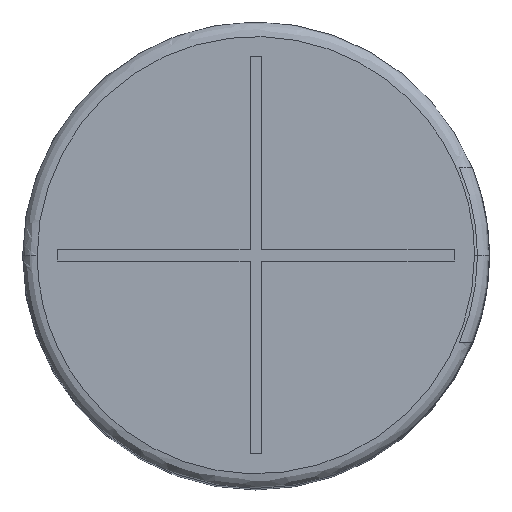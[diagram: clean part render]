
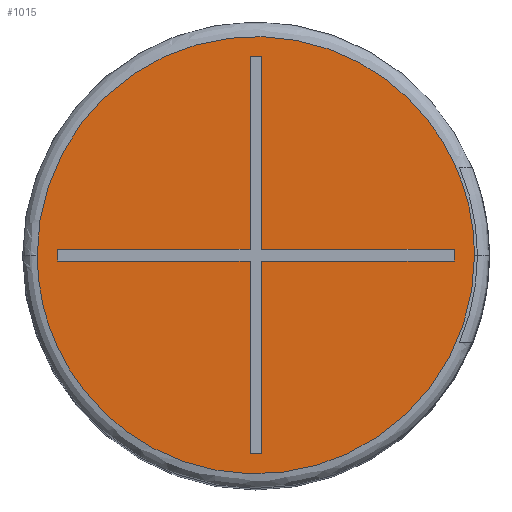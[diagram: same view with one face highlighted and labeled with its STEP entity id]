
A CAD part, top view. The second image highlights one B-rep face of the part: STEP entity #1015.
In plain terms, the highlighted planar face has unit normal (0, 0, 1).
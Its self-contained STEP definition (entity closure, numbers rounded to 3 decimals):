
#67 = EDGE_CURVE ( 'NONE', #1561, #506, #1818, .T. ) ;
#88 = LINE ( 'NONE', #2729, #3679 ) ;
#107 = DIRECTION ( 'NONE',  ( 1., 0., 0. ) ) ;
#108 = CARTESIAN_POINT ( 'NONE',  ( 6.8, 0.2, 31.5 ) ) ;
#114 = CARTESIAN_POINT ( 'NONE',  ( 0.2, 0., 31.5 ) ) ;
#134 = VERTEX_POINT ( 'NONE', #1198 ) ;
#200 = EDGE_CURVE ( 'NONE', #506, #134, #3631, .T. ) ;
#228 = CARTESIAN_POINT ( 'NONE',  ( 7.5, 15., 31.5 ) ) ;
#250 = LINE ( 'NONE', #1915, #511 ) ;
#278 = VERTEX_POINT ( 'NONE', #280 ) ;
#280 = CARTESIAN_POINT ( 'NONE',  ( 0.2, 6.8, 31.5 ) ) ;
#290 = ORIENTED_EDGE ( 'NONE', *, *, #3591, .F. ) ;
#333 = CARTESIAN_POINT ( 'NONE',  ( 6.8, -0.2, 31.5 ) ) ;
#345 = CARTESIAN_POINT ( 'NONE',  ( -0.2, -0.2, 31.5 ) ) ;
#454 = CARTESIAN_POINT ( 'NONE',  ( 0., 6.8, 31.5 ) ) ;
#491 = VECTOR ( 'NONE', #1130, 1000. ) ;
#506 = VERTEX_POINT ( 'NONE', #3452 ) ;
#511 = VECTOR ( 'NONE', #621, 1000. ) ;
#517 = DIRECTION ( 'NONE',  ( 0., 1., 0. ) ) ;
#525 = ORIENTED_EDGE ( 'NONE', *, *, #1942, .F. ) ;
#536 = CARTESIAN_POINT ( 'NONE',  ( -7.5, 0., 31.5 ) ) ;
#552 = VERTEX_POINT ( 'NONE', #2879 ) ;
#565 = LINE ( 'NONE', #3270, #4030 ) ;
#621 = DIRECTION ( 'NONE',  ( 0., -1., 0. ) ) ;
#645 = VECTOR ( 'NONE', #3847, 1000. ) ;
#657 = DIRECTION ( 'NONE',  ( 0., 0., -1. ) ) ;
#709 = ORIENTED_EDGE ( 'NONE', *, *, #3592, .F. ) ;
#857 = VERTEX_POINT ( 'NONE', #2226 ) ;
#903 = EDGE_LOOP ( 'NONE', ( #3956, #1824 ) ) ;
#1015 = ADVANCED_FACE ( 'NONE', ( #1902, #3256 ), #3939, .F. ) ;
#1033 = CARTESIAN_POINT ( 'NONE',  ( 0., 0.2, 31.5 ) ) ;
#1130 = DIRECTION ( 'NONE',  ( -1., 0., 0. ) ) ;
#1163 = VERTEX_POINT ( 'NONE', #536 ) ;
#1172 = ORIENTED_EDGE ( 'NONE', *, *, #1783, .F. ) ;
#1198 = CARTESIAN_POINT ( 'NONE',  ( 0.2, -0.2, 31.5 ) ) ;
#1327 = CARTESIAN_POINT ( 'NONE',  ( -0.2, -6.8, 31.5 ) ) ;
#1436 = EDGE_CURVE ( 'NONE', #2931, #1163, #3865, .T. ) ;
#1443 = VERTEX_POINT ( 'NONE', #2844 ) ;
#1478 = LINE ( 'NONE', #3227, #3400 ) ;
#1490 = CARTESIAN_POINT ( 'NONE',  ( -7.5, 0., 31.5 ) ) ;
#1561 = VERTEX_POINT ( 'NONE', #1327 ) ;
#1702 = EDGE_LOOP ( 'NONE', ( #3070, #3941, #1721, #1172, #709, #525, #290, #3277, #3453, #4195, #3985, #2561 ) ) ;
#1721 = ORIENTED_EDGE ( 'NONE', *, *, #67, .F. ) ;
#1762 = EDGE_CURVE ( 'NONE', #1163, #2931, #2208, .T. ) ;
#1783 = EDGE_CURVE ( 'NONE', #4100, #1561, #565, .T. ) ;
#1818 = LINE ( 'NONE', #4208, #3640 ) ;
#1824 = ORIENTED_EDGE ( 'NONE', *, *, #1762, .F. ) ;
#1839 = CARTESIAN_POINT ( 'NONE',  ( -0.2, 6.8, 31.5 ) ) ;
#1902 = FACE_BOUND ( 'NONE', #1702, .T. ) ;
#1915 = CARTESIAN_POINT ( 'NONE',  ( -0.2, 0., 31.5 ) ) ;
#1918 = CARTESIAN_POINT ( 'NONE',  ( 7.5, 0., 31.5 ) ) ;
#1942 = EDGE_CURVE ( 'NONE', #1443, #552, #1478, .T. ) ;
#2047 = LINE ( 'NONE', #1033, #2272 ) ;
#2057 = DIRECTION ( 'NONE',  ( 0., 1., 0. ) ) ;
#2072 = VERTEX_POINT ( 'NONE', #3851 ) ;
#2171 = DIRECTION ( 'NONE',  ( 0., -1., 0. ) ) ;
#2177 = CARTESIAN_POINT ( 'NONE',  ( -7.5, -15., 31.5 ) ) ;
#2208 =( BOUNDED_CURVE ( )  B_SPLINE_CURVE ( 3, ( #2254, #3601, #228, #1918 ),
 .UNSPECIFIED., .F., .T. ) 
 B_SPLINE_CURVE_WITH_KNOTS ( ( 4, 4 ),
 ( 0.5, 1. ),
 .UNSPECIFIED. ) 
 CURVE ( )  GEOMETRIC_REPRESENTATION_ITEM ( )  RATIONAL_B_SPLINE_CURVE ( ( 1., 0.333, 0.333, 1. ) ) 
 REPRESENTATION_ITEM ( '' )  );
#2226 = CARTESIAN_POINT ( 'NONE',  ( -0.2, 0.2, 31.5 ) ) ;
#2254 = CARTESIAN_POINT ( 'NONE',  ( -7.5, 0., 31.5 ) ) ;
#2272 = VECTOR ( 'NONE', #3791, 1000. ) ;
#2288 = DIRECTION ( 'NONE',  ( 0., 1., 0. ) ) ;
#2322 = EDGE_CURVE ( 'NONE', #278, #3680, #4149, .T. ) ;
#2345 = EDGE_CURVE ( 'NONE', #3680, #857, #250, .T. ) ;
#2352 = DIRECTION ( 'NONE',  ( 0., 1., 0. ) ) ;
#2387 = LINE ( 'NONE', #3731, #3748 ) ;
#2491 = CARTESIAN_POINT ( 'NONE',  ( 7.5, -15., 31.5 ) ) ;
#2561 = ORIENTED_EDGE ( 'NONE', *, *, #2840, .F. ) ;
#2571 = EDGE_CURVE ( 'NONE', #2072, #278, #4167, .T. ) ;
#2616 = VECTOR ( 'NONE', #4199, 1000. ) ;
#2706 = CARTESIAN_POINT ( 'NONE',  ( 0., 0., 31.5 ) ) ;
#2729 = CARTESIAN_POINT ( 'NONE',  ( 0., -0.2, 31.5 ) ) ;
#2735 = LINE ( 'NONE', #3814, #491 ) ;
#2791 = VERTEX_POINT ( 'NONE', #333 ) ;
#2840 = EDGE_CURVE ( 'NONE', #2791, #3115, #2387, .T. ) ;
#2844 = CARTESIAN_POINT ( 'NONE',  ( -6.8, 0.2, 31.5 ) ) ;
#2870 = CARTESIAN_POINT ( 'NONE',  ( 7.5, 0., 31.5 ) ) ;
#2879 = CARTESIAN_POINT ( 'NONE',  ( -6.8, -0.2, 31.5 ) ) ;
#2931 = VERTEX_POINT ( 'NONE', #3846 ) ;
#2943 = DIRECTION ( 'NONE',  ( 0., -1., 0. ) ) ;
#2968 = CARTESIAN_POINT ( 'NONE',  ( 0.2, 0., 31.5 ) ) ;
#3070 = ORIENTED_EDGE ( 'NONE', *, *, #4378, .F. ) ;
#3082 = EDGE_CURVE ( 'NONE', #3115, #2072, #2735, .T. ) ;
#3115 = VERTEX_POINT ( 'NONE', #108 ) ;
#3227 = CARTESIAN_POINT ( 'NONE',  ( -6.8, 0., 31.5 ) ) ;
#3256 = FACE_OUTER_BOUND ( 'NONE', #903, .T. ) ;
#3268 = VECTOR ( 'NONE', #517, 1000. ) ;
#3270 = CARTESIAN_POINT ( 'NONE',  ( -0.2, 0., 31.5 ) ) ;
#3277 = ORIENTED_EDGE ( 'NONE', *, *, #2345, .F. ) ;
#3286 = VECTOR ( 'NONE', #2288, 1000. ) ;
#3400 = VECTOR ( 'NONE', #2171, 1000. ) ;
#3438 = DIRECTION ( 'NONE',  ( 1., 0., 0. ) ) ;
#3452 = CARTESIAN_POINT ( 'NONE',  ( 0.2, -6.8, 31.5 ) ) ;
#3453 = ORIENTED_EDGE ( 'NONE', *, *, #2322, .F. ) ;
#3591 = EDGE_CURVE ( 'NONE', #857, #1443, #2047, .T. ) ;
#3592 = EDGE_CURVE ( 'NONE', #552, #4100, #88, .T. ) ;
#3601 = CARTESIAN_POINT ( 'NONE',  ( -7.5, 15., 31.5 ) ) ;
#3631 = LINE ( 'NONE', #2968, #3286 ) ;
#3640 = VECTOR ( 'NONE', #107, 1000. ) ;
#3679 = VECTOR ( 'NONE', #3438, 1000. ) ;
#3680 = VERTEX_POINT ( 'NONE', #1839 ) ;
#3731 = CARTESIAN_POINT ( 'NONE',  ( 6.8, 0., 31.5 ) ) ;
#3748 = VECTOR ( 'NONE', #2057, 1000. ) ;
#3791 = DIRECTION ( 'NONE',  ( -1., 0., 0. ) ) ;
#3814 = CARTESIAN_POINT ( 'NONE',  ( 0., 0.2, 31.5 ) ) ;
#3846 = CARTESIAN_POINT ( 'NONE',  ( 7.5, 0., 31.5 ) ) ;
#3847 = DIRECTION ( 'NONE',  ( -1., 0., 0. ) ) ;
#3851 = CARTESIAN_POINT ( 'NONE',  ( 0.2, 0.2, 31.5 ) ) ;
#3865 =( BOUNDED_CURVE ( )  B_SPLINE_CURVE ( 3, ( #2870, #2491, #2177, #1490 ),
 .UNSPECIFIED., .F., .T. ) 
 B_SPLINE_CURVE_WITH_KNOTS ( ( 4, 4 ),
 ( 0., 0.5 ),
 .UNSPECIFIED. ) 
 CURVE ( )  GEOMETRIC_REPRESENTATION_ITEM ( )  RATIONAL_B_SPLINE_CURVE ( ( 1., 0.333, 0.333, 1. ) ) 
 REPRESENTATION_ITEM ( '' )  );
#3939 = PLANE ( 'NONE',  #4170 ) ;
#3941 = ORIENTED_EDGE ( 'NONE', *, *, #200, .F. ) ;
#3956 = ORIENTED_EDGE ( 'NONE', *, *, #1436, .F. ) ;
#3985 = ORIENTED_EDGE ( 'NONE', *, *, #3082, .F. ) ;
#4030 = VECTOR ( 'NONE', #2943, 1000. ) ;
#4100 = VERTEX_POINT ( 'NONE', #345 ) ;
#4149 = LINE ( 'NONE', #454, #645 ) ;
#4150 = CARTESIAN_POINT ( 'NONE',  ( 0., -0.2, 31.5 ) ) ;
#4167 = LINE ( 'NONE', #114, #3268 ) ;
#4170 = AXIS2_PLACEMENT_3D ( 'NONE', #2706, #657, #2352 ) ;
#4175 = LINE ( 'NONE', #4150, #2616 ) ;
#4195 = ORIENTED_EDGE ( 'NONE', *, *, #2571, .F. ) ;
#4199 = DIRECTION ( 'NONE',  ( 1., 0., 0. ) ) ;
#4208 = CARTESIAN_POINT ( 'NONE',  ( 0., -6.8, 31.5 ) ) ;
#4378 = EDGE_CURVE ( 'NONE', #134, #2791, #4175, .T. ) ;
